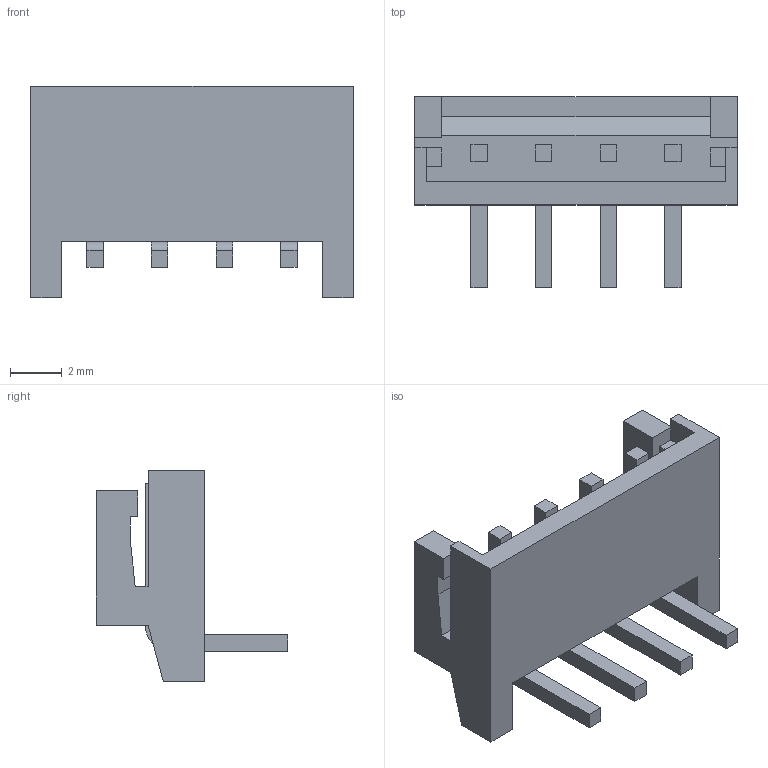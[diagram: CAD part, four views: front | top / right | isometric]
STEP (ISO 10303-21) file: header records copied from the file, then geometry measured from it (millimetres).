
FILE_DESCRIPTION(/* description */ (''),/* implementation_level */ '2;1');
FILE_NAME(/* name */ 'JST-S4B-EH.step',/* time_stamp */ '2023-05-14T17:07:22-04:00',/* author */ (''),/* organization */ (''),/* preprocessor_version */ 'ST-DEVELOPER v19.2',/* originating_system */ 'Autodesk Translation Framework v11.17.0.187',/* authorisation */ '');
FILE_SCHEMA (('AUTOMOTIVE_DESIGN { 1 0 10303 214 3 1 1 }'));
Length unit declared in the file: millimetre
Products named in the file (1): JST-S4B-EH
Bounding box: 12.5 x 7.4 x 8.2 mm (x, y, z)
Volume: 168.5 mm3; surface area: 497.7 mm2
Topology: 5 solids, 5 shells, 102 faces, 274 edges, 182 vertices
Faces by surface type: plane 94, cylinder 8
Entity records: 3190 total; most frequent: CARTESIAN_POINT 559, ORIENTED_EDGE 548, DIRECTION 496, EDGE_CURVE 274, LINE 258, VECTOR 258, VERTEX_POINT 182, AXIS2_PLACEMENT_3D 119
